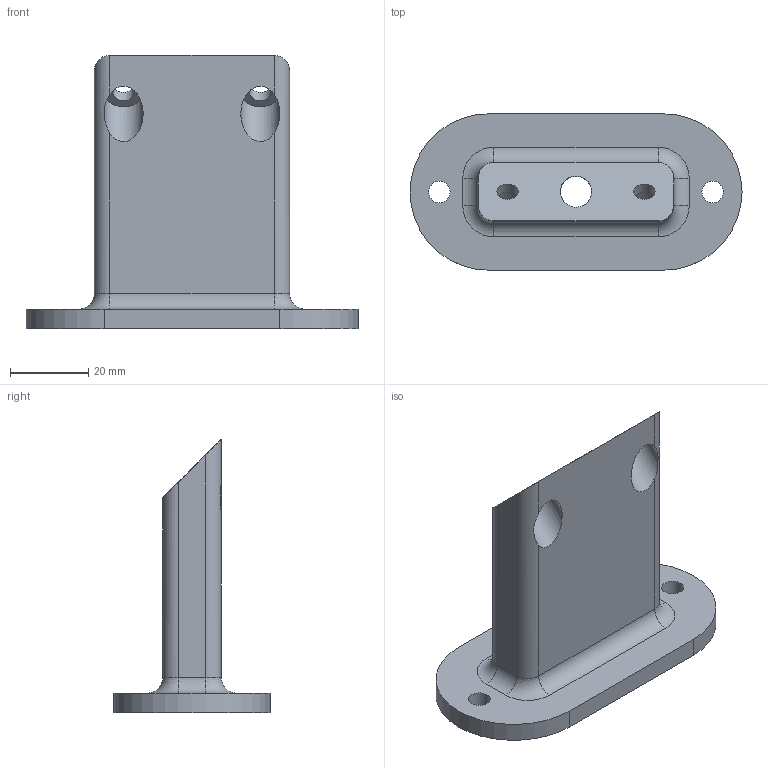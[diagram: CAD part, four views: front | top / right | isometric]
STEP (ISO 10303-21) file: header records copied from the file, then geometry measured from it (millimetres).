
FILE_DESCRIPTION(/* description */ (''),/* implementation_level */ '2;1');
FILE_NAME(/* name */ 'esp-module-ou-dock-wall-bottom.step',/* time_stamp */ '2024-07-10T08:52:54+02:00',/* author */ (''),/* organization */ (''),/* preprocessor_version */ 'ST-DEVELOPER v20',/* originating_system */ 'Autodesk Translation Framework v13.14.0.145',/* authorisation */ '');
FILE_SCHEMA (('AUTOMOTIVE_DESIGN { 1 0 10303 214 3 1 1 }'));
Length unit declared in the file: millimetre
Products named in the file (1): esp-module-ou-dock-wall-bottom
Bounding box: 85 x 40 x 70 mm (x, y, z)
Volume: 53345.3 mm3; surface area: 16317.4 mm2
Topology: 1 solids, 1 shells, 32 faces, 79 edges, 50 vertices
Faces by surface type: cylinder 17, plane 11, torus 4
Full cylindrical faces by diameter (mm): 5.5 x4, 8 x1, 10 x2
Entity records: 1043 total; most frequent: CARTESIAN_POINT 193, DIRECTION 181, ORIENTED_EDGE 158, EDGE_CURVE 79, AXIS2_PLACEMENT_3D 72, VERTEX_POINT 50, EDGE_LOOP 43, LINE 37
